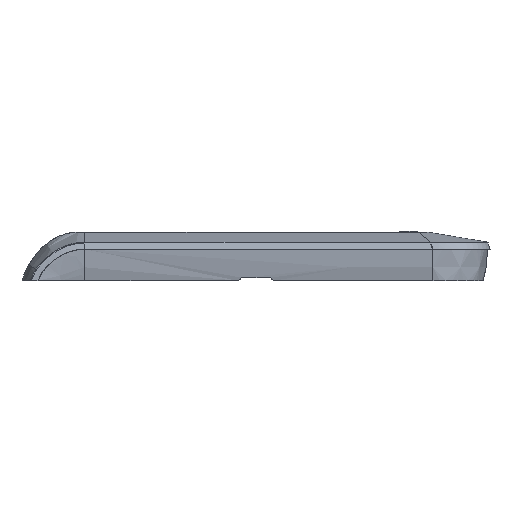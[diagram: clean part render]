
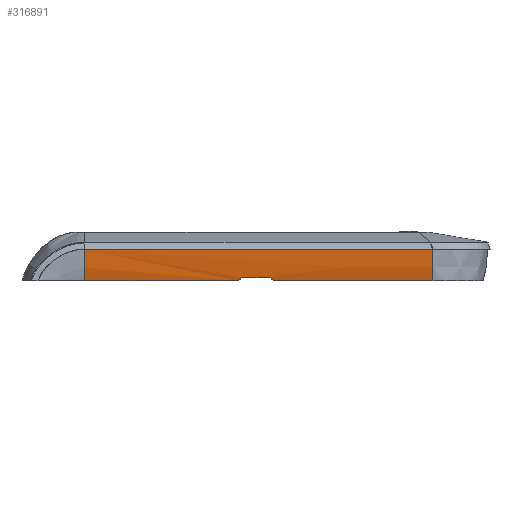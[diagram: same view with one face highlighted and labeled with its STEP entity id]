
A CAD part, left-side view. The second image highlights one B-rep face of the part: STEP entity #316891.
In plain terms, the highlighted free-form (B-spline) face has degree [5, 2] with [9, 3] control points.
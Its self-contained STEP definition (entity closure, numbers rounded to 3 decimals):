
#315880=CARTESIAN_POINT('Vertex',(-39.8,-31.,0.)) ;
#315884=CARTESIAN_POINT('Control Point',(-39.8,-31.,0.)) ;
#315885=CARTESIAN_POINT('Control Point',(-39.8,-28.614,0.)) ;
#315886=CARTESIAN_POINT('Control Point',(-39.8,-26.221,0.)) ;
#315887=CARTESIAN_POINT('Control Point',(-39.8,-23.799,0.)) ;
#315888=CARTESIAN_POINT('Control Point',(-39.8,-20.113,0.)) ;
#315889=CARTESIAN_POINT('Control Point',(-39.8,-16.425,0.)) ;
#315890=CARTESIAN_POINT('Control Point',(-39.8,-15.471,0.)) ;
#315891=CARTESIAN_POINT('Control Point',(-39.8,-12.293,0.)) ;
#315892=CARTESIAN_POINT('Control Point',(-39.8,-9.112,0.)) ;
#315893=CARTESIAN_POINT('Control Point',(-39.8,-7.213,0.)) ;
#315894=CARTESIAN_POINT('Control Point',(-39.8,-5.313,0.)) ;
#315895=CARTESIAN_POINT('Control Point',(-39.8,-3.414,0.)) ;
#315896=CARTESIAN_POINT('Vertex',(-39.8,-3.414,0.)) ;
#315929=CARTESIAN_POINT('Control Point',(-39.8,-3.414,0.)) ;
#315930=CARTESIAN_POINT('Control Point',(-39.8,-3.211,0.)) ;
#315931=CARTESIAN_POINT('Control Point',(-39.819,-3.005,0.057)) ;
#315932=CARTESIAN_POINT('Control Point',(-39.852,-2.838,0.162)) ;
#315933=CARTESIAN_POINT('Control Point',(-39.889,-2.707,0.293)) ;
#315934=CARTESIAN_POINT('Vertex',(-39.889,-2.707,0.293)) ;
#316755=CARTESIAN_POINT('Control Point',(-40.6,-31.,5.502)) ;
#316756=CARTESIAN_POINT('Control Point',(-40.41,-31.,1.886)) ;
#316757=CARTESIAN_POINT('Control Point',(-39.8,-31.,0.)) ;
#316758=CARTESIAN_POINT('Vertex',(-40.6,-31.,5.502)) ;
#316791=CARTESIAN_POINT('Control Point',(-40.6,30.,5.502)) ;
#316792=CARTESIAN_POINT('Control Point',(-40.41,30.,1.886)) ;
#316793=CARTESIAN_POINT('Control Point',(-39.8,30.,0.)) ;
#316794=CARTESIAN_POINT('Control Point',(-40.6,20.864,5.502)) ;
#316795=CARTESIAN_POINT('Control Point',(-40.41,20.739,1.886)) ;
#316796=CARTESIAN_POINT('Control Point',(-39.8,20.663,0.)) ;
#316797=CARTESIAN_POINT('Control Point',(-40.6,11.727,5.502)) ;
#316798=CARTESIAN_POINT('Control Point',(-40.41,11.477,1.885)) ;
#316799=CARTESIAN_POINT('Control Point',(-39.8,11.325,0.)) ;
#316800=CARTESIAN_POINT('Control Point',(-40.6,2.492,5.502)) ;
#316801=CARTESIAN_POINT('Control Point',(-40.41,2.24,1.885)) ;
#316802=CARTESIAN_POINT('Control Point',(-39.8,2.083,0.)) ;
#316803=CARTESIAN_POINT('Control Point',(-40.6,-9.696,5.502)) ;
#316804=CARTESIAN_POINT('Control Point',(-40.41,-9.97,1.884)) ;
#316805=CARTESIAN_POINT('Control Point',(-39.8,-10.148,0.)) ;
#316806=CARTESIAN_POINT('Control Point',(-40.6,-21.991,5.502)) ;
#316807=CARTESIAN_POINT('Control Point',(-40.41,-22.148,1.884)) ;
#316808=CARTESIAN_POINT('Control Point',(-39.8,-22.266,0.)) ;
#316809=CARTESIAN_POINT('Control Point',(-40.6,-24.996,5.502)) ;
#316810=CARTESIAN_POINT('Control Point',(-40.417,-25.089,1.883)) ;
#316811=CARTESIAN_POINT('Control Point',(-39.8,-25.211,0.)) ;
#316812=CARTESIAN_POINT('Control Point',(-40.6,-27.988,5.502)) ;
#316813=CARTESIAN_POINT('Control Point',(-40.411,-28.032,1.886)) ;
#316814=CARTESIAN_POINT('Control Point',(-39.8,-28.116,0.)) ;
#316815=CARTESIAN_POINT('Control Point',(-40.6,-31.,5.502)) ;
#316816=CARTESIAN_POINT('Control Point',(-40.41,-31.,1.886)) ;
#316817=CARTESIAN_POINT('Control Point',(-39.8,-31.,0.)) ;
#316819=CARTESIAN_POINT('Control Point',(-40.6,30.,5.502)) ;
#316820=CARTESIAN_POINT('Control Point',(-40.6,20.864,5.502)) ;
#316821=CARTESIAN_POINT('Control Point',(-40.6,11.727,5.502)) ;
#316822=CARTESIAN_POINT('Control Point',(-40.6,2.492,5.502)) ;
#316823=CARTESIAN_POINT('Control Point',(-40.6,-9.696,5.502)) ;
#316824=CARTESIAN_POINT('Control Point',(-40.6,-21.991,5.502)) ;
#316825=CARTESIAN_POINT('Control Point',(-40.6,-24.996,5.502)) ;
#316826=CARTESIAN_POINT('Control Point',(-40.6,-27.988,5.502)) ;
#316827=CARTESIAN_POINT('Control Point',(-40.6,-31.,5.502)) ;
#316828=CARTESIAN_POINT('Vertex',(-40.6,30.,5.502)) ;
#316832=CARTESIAN_POINT('Control Point',(-40.6,30.,5.502)) ;
#316833=CARTESIAN_POINT('Control Point',(-40.41,30.,1.886)) ;
#316834=CARTESIAN_POINT('Control Point',(-39.8,30.,0.)) ;
#316835=CARTESIAN_POINT('Vertex',(-39.8,30.,0.)) ;
#316839=CARTESIAN_POINT('Control Point',(-39.8,30.,0.)) ;
#316840=CARTESIAN_POINT('Control Point',(-39.8,24.665,0.)) ;
#316841=CARTESIAN_POINT('Control Point',(-39.8,19.331,0.)) ;
#316842=CARTESIAN_POINT('Control Point',(-39.8,14.014,0.)) ;
#316843=CARTESIAN_POINT('Control Point',(-39.8,8.709,0.)) ;
#316844=CARTESIAN_POINT('Control Point',(-39.8,3.414,0.)) ;
#316845=CARTESIAN_POINT('Vertex',(-39.8,3.414,0.)) ;
#316849=CARTESIAN_POINT('Control Point',(-39.8,3.414,0.)) ;
#316850=CARTESIAN_POINT('Control Point',(-39.8,3.206,0.)) ;
#316851=CARTESIAN_POINT('Control Point',(-39.82,3.001,0.06)) ;
#316852=CARTESIAN_POINT('Control Point',(-39.852,2.837,0.163)) ;
#316853=CARTESIAN_POINT('Control Point',(-39.889,2.707,0.293)) ;
#316854=CARTESIAN_POINT('Vertex',(-39.889,2.707,0.293)) ;
#316858=CARTESIAN_POINT('Control Point',(-39.889,2.707,0.293)) ;
#316859=CARTESIAN_POINT('Control Point',(-39.909,2.639,0.361)) ;
#316860=CARTESIAN_POINT('Control Point',(-39.928,2.57,0.43)) ;
#316861=CARTESIAN_POINT('Control Point',(-39.946,2.5,0.5)) ;
#316862=CARTESIAN_POINT('Vertex',(-39.946,2.5,0.5)) ;
#316866=CARTESIAN_POINT('Control Point',(-39.947,-2.5,0.5)) ;
#316867=CARTESIAN_POINT('Control Point',(-39.946,-0.834,0.5)) ;
#316868=CARTESIAN_POINT('Control Point',(-39.946,0.833,0.5)) ;
#316869=CARTESIAN_POINT('Control Point',(-39.946,2.5,0.5)) ;
#316870=CARTESIAN_POINT('Vertex',(-39.947,-2.5,0.5)) ;
#316874=CARTESIAN_POINT('Control Point',(-39.889,-2.707,0.293)) ;
#316875=CARTESIAN_POINT('Control Point',(-39.909,-2.639,0.361)) ;
#316876=CARTESIAN_POINT('Control Point',(-39.928,-2.57,0.43)) ;
#316877=CARTESIAN_POINT('Control Point',(-39.947,-2.5,0.5)) ;
#316880=ORIENTED_EDGE('',*,*,#315936,.F.) ;
#316881=ORIENTED_EDGE('',*,*,#315898,.F.) ;
#316882=ORIENTED_EDGE('',*,*,#316760,.F.) ;
#316883=ORIENTED_EDGE('',*,*,#316830,.T.) ;
#316884=ORIENTED_EDGE('',*,*,#316837,.T.) ;
#316885=ORIENTED_EDGE('',*,*,#316847,.F.) ;
#316886=ORIENTED_EDGE('',*,*,#316856,.F.) ;
#316887=ORIENTED_EDGE('',*,*,#316864,.T.) ;
#316888=ORIENTED_EDGE('',*,*,#316872,.F.) ;
#316889=ORIENTED_EDGE('',*,*,#316878,.F.) ;
#316891=ADVANCED_FACE('Sous-plaque PC',(#316890),#316790,.F.) ;
#315883=B_SPLINE_CURVE_WITH_KNOTS('',5,(#315884,#315885,#315886,#315887,#315888,#315889,#315890,#315891,#315892,#315893,#315894,#315895),.UNSPECIFIED.,.F.,.U.,(6,3,3,6),(0.,17.08,26.143,39.587),.UNSPECIFIED.) ;
#315928=B_SPLINE_CURVE_WITH_KNOTS('',4,(#315929,#315930,#315931,#315932,#315933),.UNSPECIFIED.,.F.,.U.,(5,5),(0.,1.15),.UNSPECIFIED.) ;
#316754=B_SPLINE_CURVE_WITH_KNOTS('',2,(#316755,#316756,#316757),.UNSPECIFIED.,.F.,.U.,(3,3),(0.,5.565),.UNSPECIFIED.) ;
#316818=B_SPLINE_CURVE_WITH_KNOTS('',5,(#316819,#316820,#316821,#316822,#316823,#316824,#316825,#316826,#316827),.UNSPECIFIED.,.F.,.U.,(6,3,6),(0.,46.226,61.001),.UNSPECIFIED.) ;
#316831=B_SPLINE_CURVE_WITH_KNOTS('',2,(#316832,#316833,#316834),.UNSPECIFIED.,.F.,.U.,(3,3),(0.,5.565),.UNSPECIFIED.) ;
#316838=B_SPLINE_CURVE_WITH_KNOTS('',5,(#316839,#316840,#316841,#316842,#316843,#316844),.UNSPECIFIED.,.F.,.U.,(6,6),(0.,26.411),.UNSPECIFIED.) ;
#316848=B_SPLINE_CURVE_WITH_KNOTS('',4,(#316849,#316850,#316851,#316852,#316853),.UNSPECIFIED.,.F.,.U.,(5,5),(0.,1.176),.UNSPECIFIED.) ;
#316857=B_SPLINE_CURVE_WITH_KNOTS('',3,(#316858,#316859,#316860,#316861),.UNSPECIFIED.,.F.,.U.,(4,4),(0.673,1.139),.UNSPECIFIED.) ;
#316865=B_SPLINE_CURVE_WITH_KNOTS('',3,(#316866,#316867,#316868,#316869),.UNSPECIFIED.,.F.,.U.,(4,4),(0.,7.067),.UNSPECIFIED.) ;
#316873=B_SPLINE_CURVE_WITH_KNOTS('',3,(#316874,#316875,#316876,#316877),.UNSPECIFIED.,.F.,.U.,(4,4),(0.653,1.104),.UNSPECIFIED.) ;
#316790=B_SPLINE_SURFACE_WITH_KNOTS('',5,2,((#316791,#316792,#316793),(#316794,#316795,#316796),(#316797,#316798,#316799),(#316800,#316801,#316802),(#316803,#316804,#316805),(#316806,#316807,#316808),(#316809,#316810,#316811),(#316812,#316813,#316814),(#316815,#316816,#316817)),.UNSPECIFIED.,.F.,.F.,.U.,(6,3,6),(3,3),(0.,46.226,61.001),(0.,5.565),.UNSPECIFIED.) ;
#315898=EDGE_CURVE('',#315881,#315897,#315883,.T.) ;
#315936=EDGE_CURVE('',#315897,#315935,#315928,.T.) ;
#316760=EDGE_CURVE('',#316759,#315881,#316754,.T.) ;
#316830=EDGE_CURVE('',#316759,#316829,#316818,.F.) ;
#316837=EDGE_CURVE('',#316829,#316836,#316831,.T.) ;
#316847=EDGE_CURVE('',#316846,#316836,#316838,.F.) ;
#316856=EDGE_CURVE('',#316855,#316846,#316848,.F.) ;
#316864=EDGE_CURVE('',#316855,#316863,#316857,.T.) ;
#316872=EDGE_CURVE('',#316871,#316863,#316865,.T.) ;
#316878=EDGE_CURVE('',#315935,#316871,#316873,.T.) ;
#316879=EDGE_LOOP('',(#316880,#316881,#316882,#316883,#316884,#316885,#316886,#316887,#316888,#316889)) ;
#316890=FACE_OUTER_BOUND('',#316879,.T.) ;
#315881=VERTEX_POINT('',#315880) ;
#315897=VERTEX_POINT('',#315896) ;
#315935=VERTEX_POINT('',#315934) ;
#316759=VERTEX_POINT('',#316758) ;
#316829=VERTEX_POINT('',#316828) ;
#316836=VERTEX_POINT('',#316835) ;
#316846=VERTEX_POINT('',#316845) ;
#316855=VERTEX_POINT('',#316854) ;
#316863=VERTEX_POINT('',#316862) ;
#316871=VERTEX_POINT('',#316870) ;
